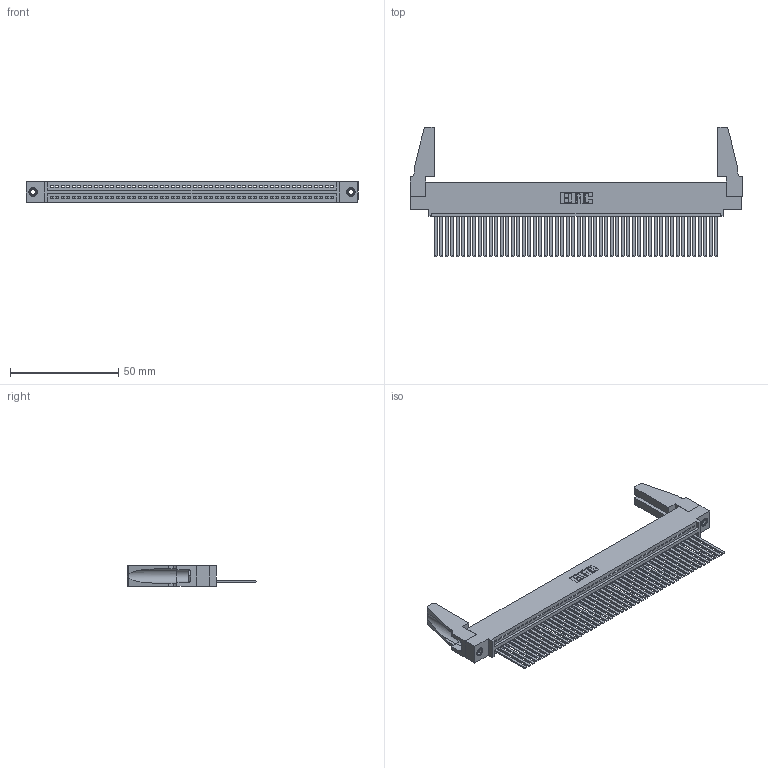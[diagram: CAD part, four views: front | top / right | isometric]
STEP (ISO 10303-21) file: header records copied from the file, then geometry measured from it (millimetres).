
FILE_DESCRIPTION (( 'STEP AP203' ), '1' );
FILE_NAME ('345-052-544-488.STEP', '2019-10-09T19:25:20', ( '' ), ( '' ), 'SwSTEP 2.0', 'SolidWorks 2016', '' );
FILE_SCHEMA (( 'CONFIG_CONTROL_DESIGN' ));
Length unit declared in the file: inch
Products named in the file (5): 345-052-544-488; 345-220-078_345-220-088; 345 Part_0.110 Offset - 0.156 Dia-TH; 345-250-001_345-250-001-102; 345-292-001_345-293-144
Assembly tree (57 placements, depth 2):
  345-052-544-488
    345 Part_0.110 Offset - 0.156 Dia-TH
    345-292-001_345-293-144  x52
    345-250-001_345-250-001-102  x2
    345-220-078_345-220-088  x2
Bounding box: 153.31 x 59.61 x 9.4 mm (x, y, z)
Volume: 18425.2 mm3; surface area: 25318.2 mm2
Topology: 57 solids, 57 shells, 2958 faces, 8883 edges, 5842 vertices
Faces by surface type: plane 2028, cylinder 914, cone 12, torus 4
Entity records: 39886 total; most frequent: CARTESIAN_POINT 6898, ORIENTED_EDGE 6844, DIRECTION 6014, EDGE_CURVE 3422, VECTOR 3044, LINE 3044, VERTEX_POINT 2274, AXIS2_PLACEMENT_3D 1485
